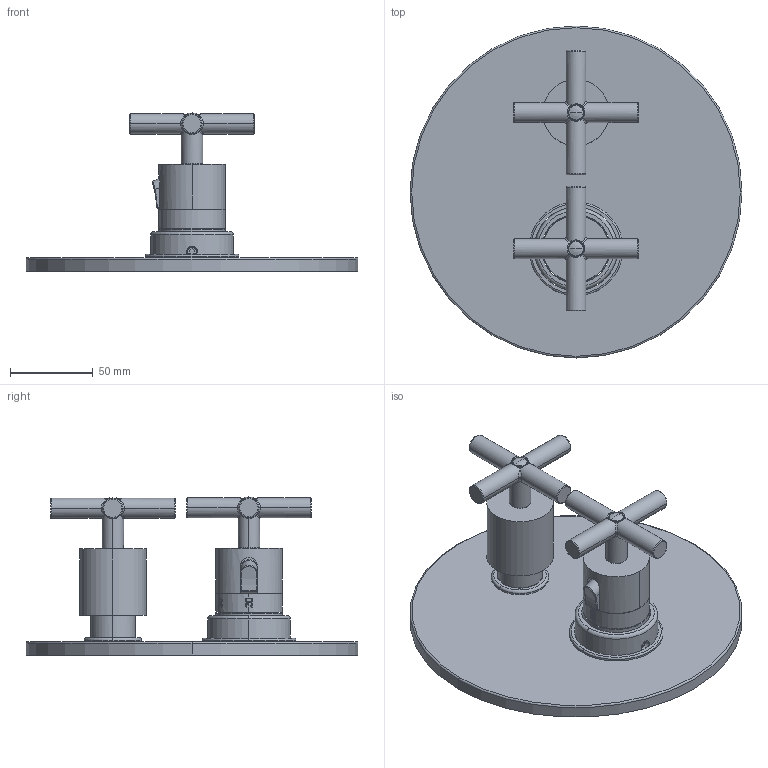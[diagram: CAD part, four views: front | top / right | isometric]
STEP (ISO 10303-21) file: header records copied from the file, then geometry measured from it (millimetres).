
FILE_DESCRIPTION((''),'2;1');
FILE_NAME('QTV013CR','2021-09-30T10:37:30',('ut3'),('PAFFONI SpA'),'CREO PARAMETRIC BY PTC INC, 2020044','CREO PARAMETRIC BY PTC INC, 2020044','');
FILE_SCHEMA(('CONFIG_CONTROL_DESIGN','SHAPE_APPEARANCE_LAYERS_GROUPS'));
Products named in the file (1): QTV013CR
Bounding box: 200 x 200 x 95.21 mm (x, y, z)
Volume: 262486.2 mm3; surface area: 155847.1 mm2
Topology: 7 solids, 7 shells, 1923 faces, 5441 edges, 3418 vertices
Faces by surface type: plane 1218, cylinder 320, cone 238, torus 70, bspline 58, sphere 19
Entity records: 83578 total; most frequent: CARTESIAN_POINT 21849, ORIENTED_EDGE 10866, DIRECTION 8989, EDGE_CURVE 5433, VERTEX_POINT 3418, AXIS2_PLACEMENT_3D 3107, VECTOR 2775, LINE 2775
